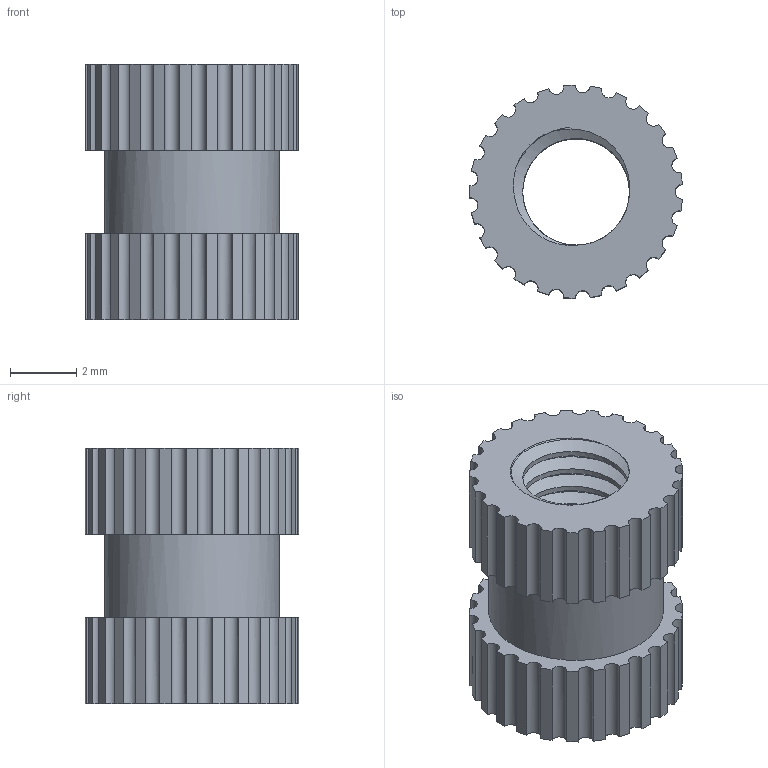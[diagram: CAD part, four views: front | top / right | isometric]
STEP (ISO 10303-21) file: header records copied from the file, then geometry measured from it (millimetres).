
FILE_DESCRIPTION(('FreeCAD Model'),'2;1');
FILE_NAME('Open CASCADE Shape Model','2025-05-09T20:16:19',('FreeCAD'),( 'FreeCAD'),'Open CASCADE STEP processor 7.6','FreeCAD','Unknown');
FILE_SCHEMA(('AUTOMOTIVE_DESIGN { 1 0 10303 214 1 1 1 1 }'));
Length unit declared in the file: millimetre
Products named in the file (1): Open CASCADE STEP translator 7.6 1
Bounding box: 6.44 x 6.46 x 7.75 mm (x, y, z)
Volume: 143.8 mm3; surface area: 375.9 mm2
Topology: 1 solids, 1 shells, 109 faces, 316 edges, 211 vertices
Faces by surface type: bspline 109
Entity records: 5671 total; most frequent: CARTESIAN_POINT 4049, ORIENTED_EDGE 632, EDGE_CURVE 316, VERTEX_POINT 211, FACE_BOUND 113, EDGE_LOOP 113, ADVANCED_FACE 109, B_SPLINE_CURVE_WITH_KNOTS 107
